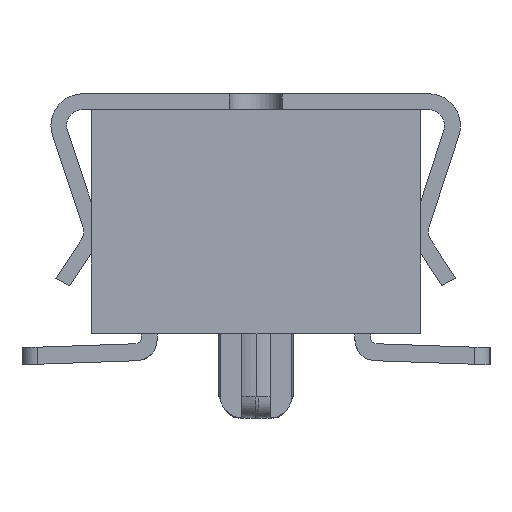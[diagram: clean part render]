
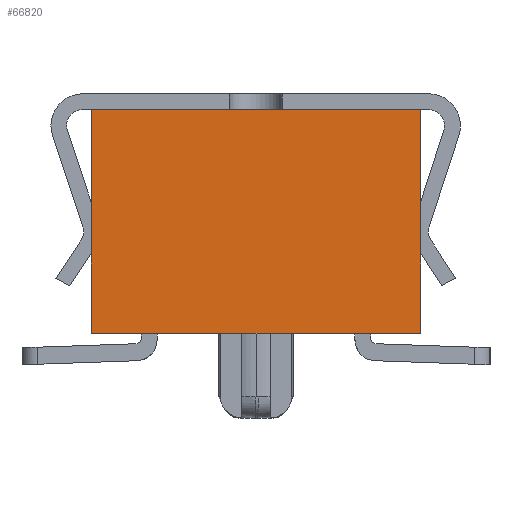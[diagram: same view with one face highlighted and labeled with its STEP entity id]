
A CAD part, left-side view. The second image highlights one B-rep face of the part: STEP entity #66820.
In plain terms, the highlighted planar face has unit normal (-1, 0, 0).
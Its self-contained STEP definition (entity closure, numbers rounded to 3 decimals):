
#815=CARTESIAN_POINT('',(-6.55,-1.55,2.1));
#816=VERTEX_POINT('',#815);
#837=CARTESIAN_POINT('',(-6.55,1.55,2.1));
#838=VERTEX_POINT('',#837);
#848=CARTESIAN_POINT('',(-6.55,-1.55,2.1));
#849=CARTESIAN_POINT('',(-6.55,-0.93,2.1));
#850=CARTESIAN_POINT('',(-6.55,-0.31,2.1));
#851=CARTESIAN_POINT('',(-6.55,0.31,2.1));
#852=CARTESIAN_POINT('',(-6.55,0.93,2.1));
#853=CARTESIAN_POINT('',(-6.55,1.55,2.1));
#854=B_SPLINE_CURVE_WITH_KNOTS('',5,(#848,#849,#850,#851,#852,#853),.UNSPECIFIED.,.F.,.U.,(6,6),(0.,3.1),.UNSPECIFIED.);
#855=EDGE_CURVE('',#816,#838,#854,.T.);
#66762=CARTESIAN_POINT('',(-6.55,0.,1.05));
#66763=DIRECTION('',(0.,-1.,0.));
#66764=DIRECTION('',(-1.,0.,0.));
#66765=AXIS2_PLACEMENT_3D('',#66762,#66764,#66763);
#66766=PLANE('',#66765);
#66767=CARTESIAN_POINT('',(-6.55,1.13,0.));
#66768=VERTEX_POINT('',#66767);
#66769=CARTESIAN_POINT('',(-6.55,1.55,0.));
#66770=VERTEX_POINT('',#66769);
#66771=CARTESIAN_POINT('',(-6.55,1.13,0.));
#66772=CARTESIAN_POINT('',(-6.55,1.214,0.));
#66773=CARTESIAN_POINT('',(-6.55,1.298,0.));
#66774=CARTESIAN_POINT('',(-6.55,1.382,0.));
#66775=CARTESIAN_POINT('',(-6.55,1.466,0.));
#66776=CARTESIAN_POINT('',(-6.55,1.55,0.));
#66777=B_SPLINE_CURVE_WITH_KNOTS('',5,(#66771,#66772,#66773,#66774,#66775,#66776),.UNSPECIFIED.,.F.,.U.,(6,6),(0.,0.42),.UNSPECIFIED.);
#66778=EDGE_CURVE('',#66768,#66770,#66777,.T.);
#66779=ORIENTED_EDGE('',*,*,#66778,.F.);
#66780=CARTESIAN_POINT('',(-6.55,-1.13,0.));
#66781=VERTEX_POINT('',#66780);
#66782=CARTESIAN_POINT('',(-6.55,-1.13,0.));
#66783=DIRECTION('',(0.,1.,0.));
#66784=VECTOR('',#66783,2.26);
#66785=LINE('',#66782,#66784);
#66786=EDGE_CURVE('',#66781,#66768,#66785,.T.);
#66787=ORIENTED_EDGE('',*,*,#66786,.F.);
#66788=CARTESIAN_POINT('',(-6.55,-1.55,0.));
#66789=VERTEX_POINT('',#66788);
#66790=CARTESIAN_POINT('',(-6.55,-1.13,0.));
#66791=CARTESIAN_POINT('',(-6.55,-1.214,0.));
#66792=CARTESIAN_POINT('',(-6.55,-1.298,0.));
#66793=CARTESIAN_POINT('',(-6.55,-1.382,0.));
#66794=CARTESIAN_POINT('',(-6.55,-1.466,0.));
#66795=CARTESIAN_POINT('',(-6.55,-1.55,0.));
#66796=B_SPLINE_CURVE_WITH_KNOTS('',5,(#66790,#66791,#66792,#66793,#66794,#66795),.UNSPECIFIED.,.F.,.U.,(6,6),(0.,0.42),.UNSPECIFIED.);
#66797=EDGE_CURVE('',#66781,#66789,#66796,.T.);
#66798=ORIENTED_EDGE('',*,*,#66797,.T.);
#66799=CARTESIAN_POINT('',(-6.55,-1.55,0.));
#66800=CARTESIAN_POINT('',(-6.55,-1.55,0.42));
#66801=CARTESIAN_POINT('',(-6.55,-1.55,0.84));
#66802=CARTESIAN_POINT('',(-6.55,-1.55,1.26));
#66803=CARTESIAN_POINT('',(-6.55,-1.55,1.68));
#66804=CARTESIAN_POINT('',(-6.55,-1.55,2.1));
#66805=B_SPLINE_CURVE_WITH_KNOTS('',5,(#66799,#66800,#66801,#66802,#66803,#66804),.UNSPECIFIED.,.F.,.U.,(6,6),(0.,2.1),.UNSPECIFIED.);
#66806=EDGE_CURVE('',#66789,#816,#66805,.T.);
#66807=ORIENTED_EDGE('',*,*,#66806,.T.);
#66808=ORIENTED_EDGE('',*,*,#855,.T.);
#66809=CARTESIAN_POINT('',(-6.55,1.55,2.1));
#66810=CARTESIAN_POINT('',(-6.55,1.55,1.68));
#66811=CARTESIAN_POINT('',(-6.55,1.55,1.26));
#66812=CARTESIAN_POINT('',(-6.55,1.55,0.84));
#66813=CARTESIAN_POINT('',(-6.55,1.55,0.42));
#66814=CARTESIAN_POINT('',(-6.55,1.55,0.));
#66815=B_SPLINE_CURVE_WITH_KNOTS('',5,(#66809,#66810,#66811,#66812,#66813,#66814),.UNSPECIFIED.,.F.,.U.,(6,6),(0.,2.1),.UNSPECIFIED.);
#66816=EDGE_CURVE('',#838,#66770,#66815,.T.);
#66817=ORIENTED_EDGE('',*,*,#66816,.T.);
#66818=EDGE_LOOP('',(#66779,#66787,#66798,#66807,#66808,#66817));
#66819=FACE_OUTER_BOUND('',#66818,.T.);
#66820=ADVANCED_FACE('',(#66819),#66766,.T.);
